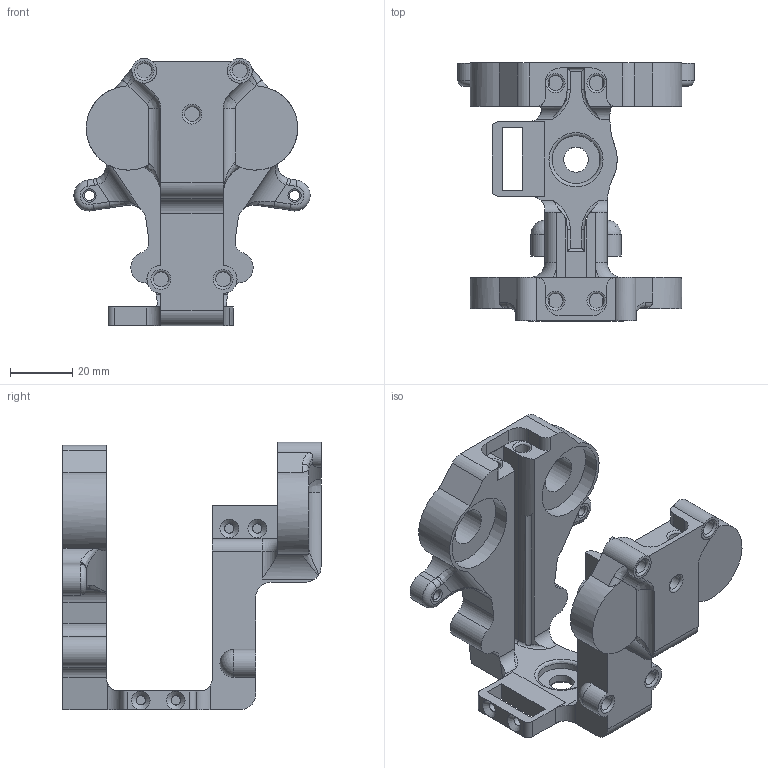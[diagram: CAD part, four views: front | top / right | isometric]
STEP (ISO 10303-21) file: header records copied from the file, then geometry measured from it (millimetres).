
FILE_DESCRIPTION(/* description */ (''),/* implementation_level */ '2;1');
FILE_NAME(/* name */ 'Main Frame 15mm PTFE End Stop.stp',/* time_stamp */ '2016-12-08T09:10:22-08:00',/* author */ (''),/* organization */ (''),/* preprocessor_version */ 'ST-DEVELOPER v15.2',/* originating_system */ 'Autodesk Translator Framework v2.0.0.5431',/* authorisation */ '');
FILE_SCHEMA (('AUTOMOTIVE_DESIGN { 1 0 10303 214 3 1 1 }'));
Length unit declared in the file: centimetre
Products named in the file (1): (Unsaved)
Bounding box: 75.97 x 83 x 86 mm (x, y, z)
Volume: 74439.2 mm3; surface area: 35859.4 mm2
Topology: 1 solids, 1 shells, 267 faces, 707 edges, 458 vertices
Faces by surface type: cylinder 113, plane 100, torus 35, bspline 13, cone 4, sphere 2
Full cylindrical faces by diameter (mm): 3 x4, 3.3 x2, 4.25 x4, 4.8 x16, 8 x3, 12 x2, 15.4 x1, 24.75 x4
Entity records: 8752 total; most frequent: CARTESIAN_POINT 2389, DIRECTION 1325, ORIENTED_EDGE 1248, EDGE_CURVE 624, AXIS2_PLACEMENT_3D 520, VERTEX_POINT 437, EDGE_LOOP 373, LINE 285
